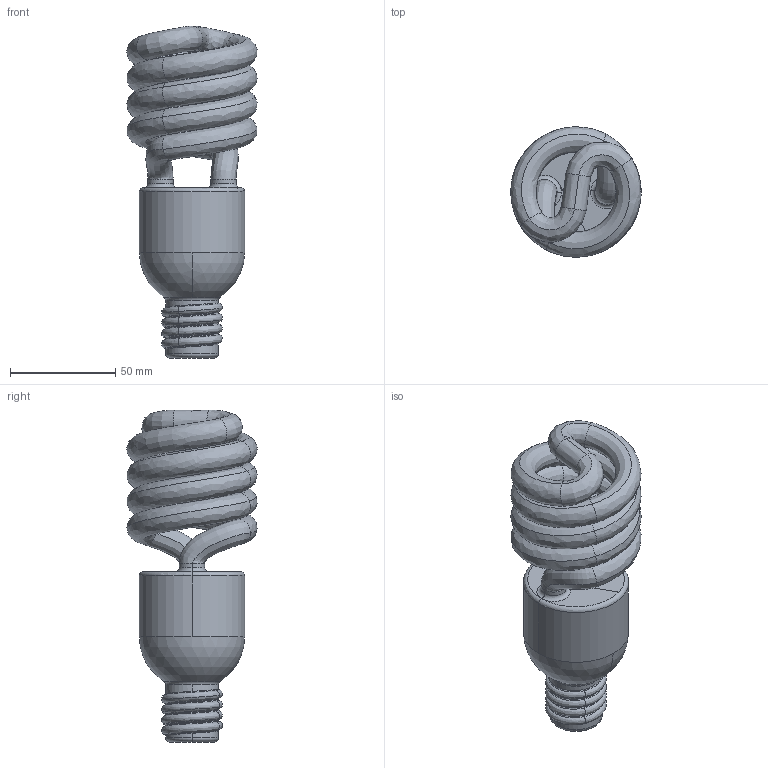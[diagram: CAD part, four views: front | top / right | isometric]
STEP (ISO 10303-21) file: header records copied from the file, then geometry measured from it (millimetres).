
FILE_DESCRIPTION(('CATIA V5 STEP Exchange'),'2;1');
FILE_NAME('CFL Bulb.stp','2019-03-03T21:36:25+00:00',('none'),('none'),'CATIA Version 5-6 Release 2016 SP3','CATIA V5 STEP AP203','none');
FILE_SCHEMA(('CONFIG_CONTROL_DESIGN'));
Length unit declared in the file: millimetre
Products named in the file (1): CFL Bulb
Bounding box: 61.98 x 61.97 x 157.88 mm (x, y, z)
Volume: 40326 mm3; surface area: 78566.4 mm2
Topology: 1 solids, 3 shells, 204 faces, 478 edges, 274 vertices
Faces by surface type: bspline 140, cylinder 40, torus 10, plane 10, sphere 4
Entity records: 25421 total; most frequent: CARTESIAN_POINT 22261, ORIENTED_EDGE 944, EDGE_CURVE 472, B_SPLINE_CURVE_WITH_KNOTS 289, VERTEX_POINT 272, EDGE_LOOP 208, ADVANCED_FACE 204, FACE_OUTER_BOUND 204
